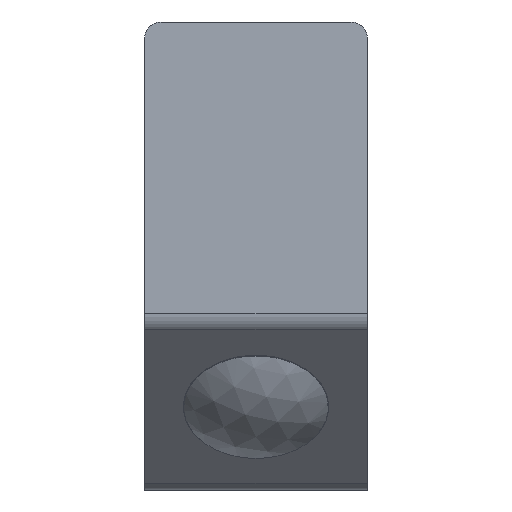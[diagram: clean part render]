
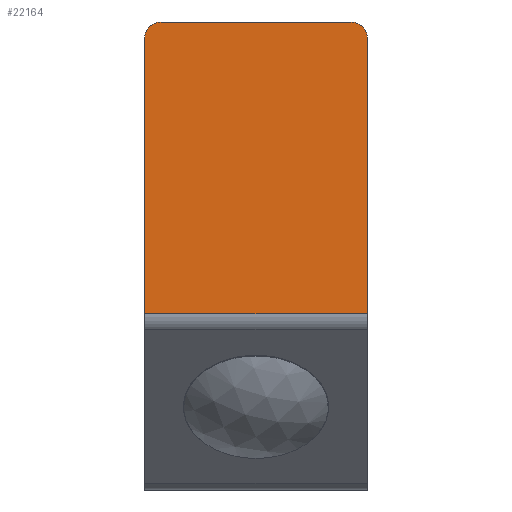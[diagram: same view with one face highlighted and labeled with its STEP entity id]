
A CAD part, left-side view. The second image highlights one B-rep face of the part: STEP entity #22164.
In plain terms, the highlighted planar face has unit normal (-1, 0, 0).
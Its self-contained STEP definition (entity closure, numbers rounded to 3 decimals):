
#1500 = CARTESIAN_POINT ( 'NONE',  ( 0., 8.5, 42. ) ) ;
#2120 = FACE_OUTER_BOUND ( 'NONE', #50657, .T. ) ;
#2507 = DIRECTION ( 'NONE',  ( 0., 0., -1. ) ) ;
#2567 = CARTESIAN_POINT ( 'NONE',  ( 0., 10., 42. ) ) ;
#3566 = VECTOR ( 'NONE', #32980, 1000. ) ;
#4312 = VERTEX_POINT ( 'NONE', #1500 ) ;
#5098 = EDGE_CURVE ( 'NONE', #29814, #28028, #49779, .T. ) ;
#5340 = DIRECTION ( 'NONE',  ( 0., -1., 0. ) ) ;
#5952 = EDGE_CURVE ( 'NONE', #29814, #16668, #54723, .T. ) ;
#6264 = CARTESIAN_POINT ( 'NONE',  ( 0., -10., 42. ) ) ;
#10587 = EDGE_CURVE ( 'NONE', #50295, #53836, #26434, .T. ) ;
#12755 = DIRECTION ( 'NONE',  ( -1., 0., 0. ) ) ;
#16668 = VERTEX_POINT ( 'NONE', #43664 ) ;
#16865 = DIRECTION ( 'NONE',  ( 0., 0., -1. ) ) ;
#20897 = PLANE ( 'NONE',  #33054 ) ;
#21939 = ORIENTED_EDGE ( 'NONE', *, *, #44510, .T. ) ;
#22164 = ADVANCED_FACE ( 'NONE', ( #2120 ), #20897, .F. ) ;
#22203 = ORIENTED_EDGE ( 'NONE', *, *, #44672, .F. ) ;
#22393 = CIRCLE ( 'NONE', #42450, 1.5 ) ;
#22989 = ORIENTED_EDGE ( 'NONE', *, *, #10587, .T. ) ;
#23344 = VECTOR ( 'NONE', #5340, 1000. ) ;
#26434 = CIRCLE ( 'NONE', #35425, 1.5 ) ;
#26828 = CARTESIAN_POINT ( 'NONE',  ( 0., -10., 15.828 ) ) ;
#28028 = VERTEX_POINT ( 'NONE', #26828 ) ;
#29814 = VERTEX_POINT ( 'NONE', #41969 ) ;
#30350 = DIRECTION ( 'NONE',  ( 0., 0., -1. ) ) ;
#32834 = ORIENTED_EDGE ( 'NONE', *, *, #5952, .F. ) ;
#32980 = DIRECTION ( 'NONE',  ( 0., 0., 1. ) ) ;
#33054 = AXIS2_PLACEMENT_3D ( 'NONE', #2567, #53606, #16865 ) ;
#33523 = LINE ( 'NONE', #6264, #3566 ) ;
#35425 = AXIS2_PLACEMENT_3D ( 'NONE', #44394, #48967, #2507 ) ;
#36174 = CARTESIAN_POINT ( 'NONE',  ( 0., 10., 42. ) ) ;
#36443 = EDGE_CURVE ( 'NONE', #28028, #50295, #33523, .T. ) ;
#41969 = CARTESIAN_POINT ( 'NONE',  ( 0., 10., 15.828 ) ) ;
#42450 = AXIS2_PLACEMENT_3D ( 'NONE', #53115, #12755, #30350 ) ;
#43664 = CARTESIAN_POINT ( 'NONE',  ( 0., 10., 40.5 ) ) ;
#44394 = CARTESIAN_POINT ( 'NONE',  ( 0., -8.5, 40.5 ) ) ;
#44510 = EDGE_CURVE ( 'NONE', #4312, #16668, #22393, .T. ) ;
#44672 = EDGE_CURVE ( 'NONE', #4312, #53836, #45917, .T. ) ;
#45256 = VECTOR ( 'NONE', #49974, 1000. ) ;
#45917 = LINE ( 'NONE', #36174, #45256 ) ;
#48967 = DIRECTION ( 'NONE',  ( -1., 0., 0. ) ) ;
#49779 = LINE ( 'NONE', #55393, #23344 ) ;
#49974 = DIRECTION ( 'NONE',  ( 0., -1., 0. ) ) ;
#50295 = VERTEX_POINT ( 'NONE', #51786 ) ;
#50313 = CARTESIAN_POINT ( 'NONE',  ( 0., -8.5, 42. ) ) ;
#50488 = DIRECTION ( 'NONE',  ( 0., 0., 1. ) ) ;
#50657 = EDGE_LOOP ( 'NONE', ( #32834, #52440, #58016, #22989, #22203, #21939 ) ) ;
#51786 = CARTESIAN_POINT ( 'NONE',  ( 0., -10., 40.5 ) ) ;
#52440 = ORIENTED_EDGE ( 'NONE', *, *, #5098, .T. ) ;
#53115 = CARTESIAN_POINT ( 'NONE',  ( 0., 8.5, 40.5 ) ) ;
#53606 = DIRECTION ( 'NONE',  ( 1., 0., 0. ) ) ;
#53836 = VERTEX_POINT ( 'NONE', #50313 ) ;
#54723 = LINE ( 'NONE', #54869, #56875 ) ;
#54869 = CARTESIAN_POINT ( 'NONE',  ( 0., 10., 42. ) ) ;
#55393 = CARTESIAN_POINT ( 'NONE',  ( 0., 10., 15.828 ) ) ;
#56875 = VECTOR ( 'NONE', #50488, 1000. ) ;
#58016 = ORIENTED_EDGE ( 'NONE', *, *, #36443, .T. ) ;
